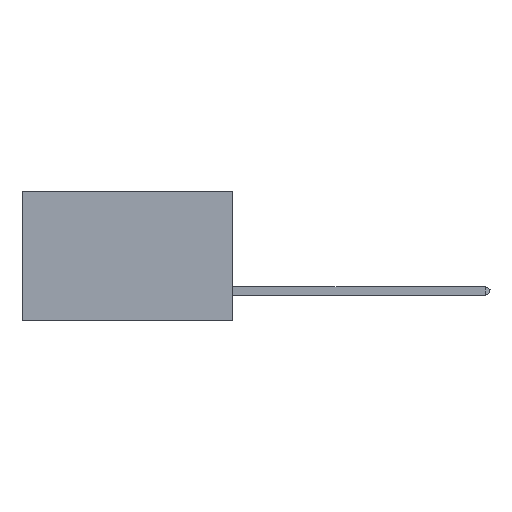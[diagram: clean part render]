
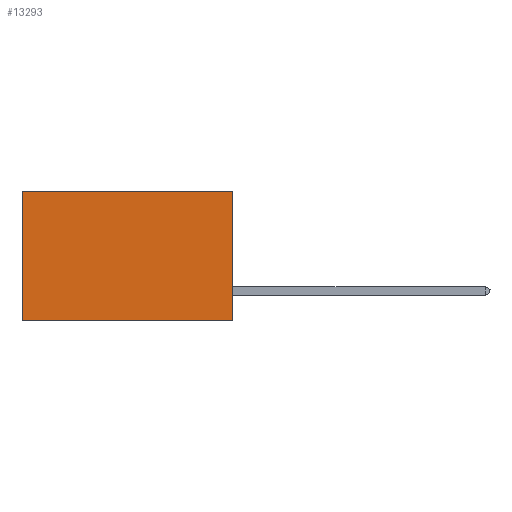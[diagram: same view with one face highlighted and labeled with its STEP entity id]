
A CAD part, left-side view. The second image highlights one B-rep face of the part: STEP entity #13293.
In plain terms, the highlighted planar face has unit normal (-1, 0, 0).
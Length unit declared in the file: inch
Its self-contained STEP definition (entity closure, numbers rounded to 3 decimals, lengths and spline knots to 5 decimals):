
#884 = EDGE_LOOP ( 'NONE', ( #12065, #12020, #8401, #7708 ) ) ;
#1157 = CARTESIAN_POINT ( 'NONE',  ( 0.2875, 0., 0. ) ) ;
#2315 = FACE_OUTER_BOUND ( 'NONE', #884, .T. ) ;
#3109 = VERTEX_POINT ( 'NONE', #12703 ) ;
#3758 = LINE ( 'NONE', #8343, #11328 ) ;
#4357 = CARTESIAN_POINT ( 'NONE',  ( 0.2875, 0.6, 0. ) ) ;
#4410 = DIRECTION ( 'NONE',  ( 0., 0., -1. ) ) ;
#5407 = VERTEX_POINT ( 'NONE', #6698 ) ;
#5797 = LINE ( 'NONE', #13439, #6011 ) ;
#6011 = VECTOR ( 'NONE', #10689, 39.37008 ) ;
#6698 = CARTESIAN_POINT ( 'NONE',  ( 0.2875, 0., -0.37 ) ) ;
#7651 = EDGE_CURVE ( 'NONE', #10442, #9539, #12506, .T. ) ;
#7671 = PLANE ( 'NONE',  #9025 ) ;
#7708 = ORIENTED_EDGE ( 'NONE', *, *, #7651, .T. ) ;
#8143 = DIRECTION ( 'NONE',  ( 0., 0., -1. ) ) ;
#8343 = CARTESIAN_POINT ( 'NONE',  ( 0.2875, 0., 0. ) ) ;
#8401 = ORIENTED_EDGE ( 'NONE', *, *, #14515, .F. ) ;
#8629 = VECTOR ( 'NONE', #13756, 39.37008 ) ;
#9025 = AXIS2_PLACEMENT_3D ( 'NONE', #1157, #11613, #8143 ) ;
#9141 = VECTOR ( 'NONE', #4410, 39.37008 ) ;
#9356 = CARTESIAN_POINT ( 'NONE',  ( 0.2875, 0.6, 0. ) ) ;
#9539 = VERTEX_POINT ( 'NONE', #9356 ) ;
#9622 = DIRECTION ( 'NONE',  ( 0., 0., -1. ) ) ;
#10442 = VERTEX_POINT ( 'NONE', #11744 ) ;
#10689 = DIRECTION ( 'NONE',  ( 0., 1., 0. ) ) ;
#10961 = LINE ( 'NONE', #4357, #9141 ) ;
#11328 = VECTOR ( 'NONE', #9622, 39.37008 ) ;
#11613 = DIRECTION ( 'NONE',  ( 1., 0., 0. ) ) ;
#11744 = CARTESIAN_POINT ( 'NONE',  ( 0.2875, 0., 0. ) ) ;
#12020 = ORIENTED_EDGE ( 'NONE', *, *, #16113, .F. ) ;
#12065 = ORIENTED_EDGE ( 'NONE', *, *, #14319, .T. ) ;
#12506 = LINE ( 'NONE', #12613, #8629 ) ;
#12613 = CARTESIAN_POINT ( 'NONE',  ( 0.2875, 0., 0. ) ) ;
#12703 = CARTESIAN_POINT ( 'NONE',  ( 0.2875, 0.6, -0.37 ) ) ;
#13293 = ADVANCED_FACE ( 'NONE', ( #2315 ), #7671, .F. ) ;
#13439 = CARTESIAN_POINT ( 'NONE',  ( 0.2875, 0., -0.37 ) ) ;
#13756 = DIRECTION ( 'NONE',  ( 0., 1., 0. ) ) ;
#14319 = EDGE_CURVE ( 'NONE', #9539, #3109, #10961, .T. ) ;
#14515 = EDGE_CURVE ( 'NONE', #10442, #5407, #3758, .T. ) ;
#16113 = EDGE_CURVE ( 'NONE', #5407, #3109, #5797, .T. ) ;
